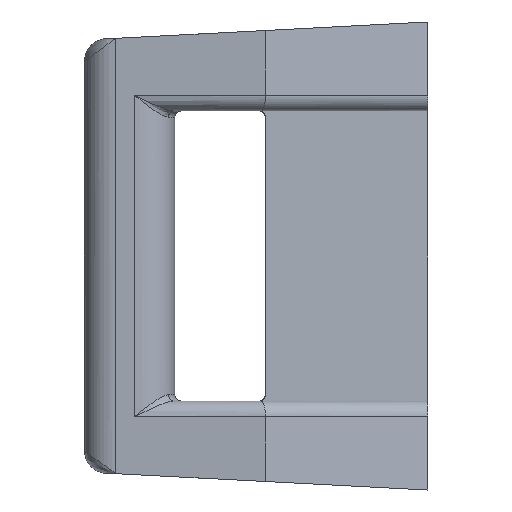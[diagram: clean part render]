
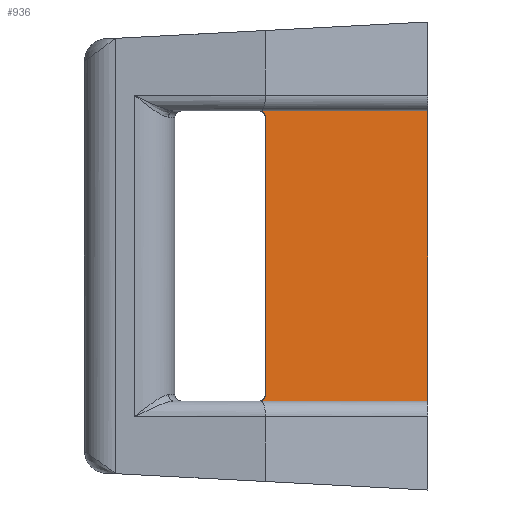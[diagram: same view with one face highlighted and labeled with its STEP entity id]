
A CAD part, left-side view. The second image highlights one B-rep face of the part: STEP entity #936.
In plain terms, the highlighted planar face has unit normal (-0.99, -0.139, 0).
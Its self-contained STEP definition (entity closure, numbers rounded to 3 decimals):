
#128 = CARTESIAN_POINT ( 'NONE',  ( -6.334, 5.4, 4.65 ) ) ;
#163 = CARTESIAN_POINT ( 'NONE',  ( -5.575, 0., 7.5 ) ) ;
#220 = CARTESIAN_POINT ( 'NONE',  ( -6.334, 5.4, -4.65 ) ) ;
#495 = CARTESIAN_POINT ( 'NONE',  ( -5.575, 0., -4.65 ) ) ;
#536 = CARTESIAN_POINT ( 'NONE',  ( -6.306, 5.2, -4.567 ) ) ;
#748 = DIRECTION ( 'NONE',  ( 0., 0., -1. ) ) ;
#780 = ORIENTED_EDGE ( 'NONE', *, *, #2506, .T. ) ;
#795 = VECTOR ( 'NONE', #748, 1000. ) ;
#936 = ADVANCED_FACE ( 'NONE', ( #2395 ), #3154, .T. ) ;
#947 = CARTESIAN_POINT ( 'NONE',  ( -6.334, 5.4, 4.65 ) ) ;
#968 = CARTESIAN_POINT ( 'NONE',  ( -6.306, 5.2, 4.45 ) ) ;
#1065 = CARTESIAN_POINT ( 'NONE',  ( -6.306, 5.2, 4.45 ) ) ;
#1201 = DIRECTION ( 'NONE',  ( -0.139, 0.99, 0. ) ) ;
#1246 = LINE ( 'NONE', #163, #4595 ) ;
#1257 = CARTESIAN_POINT ( 'NONE',  ( -6.317, 5.283, -4.65 ) ) ;
#1266 = EDGE_LOOP ( 'NONE', ( #780, #1987, #4539, #1350, #1777, #4069 ) ) ;
#1267 = DIRECTION ( 'NONE',  ( 0.139, -0.99, 0. ) ) ;
#1274 = EDGE_CURVE ( 'NONE', #1699, #3432, #2610, .T. ) ;
#1350 = ORIENTED_EDGE ( 'NONE', *, *, #3250, .T. ) ;
#1560 = CARTESIAN_POINT ( 'NONE',  ( -6.306, 5.2, 4.65 ) ) ;
#1573 = EDGE_CURVE ( 'NONE', #4186, #2792, #2572, .T. ) ;
#1637 = CARTESIAN_POINT ( 'NONE',  ( -5.575, 0., -4.65 ) ) ;
#1664 = CARTESIAN_POINT ( 'NONE',  ( -6.334, 5.4, -4.65 ) ) ;
#1699 = VERTEX_POINT ( 'NONE', #2964 ) ;
#1777 = ORIENTED_EDGE ( 'NONE', *, *, #4513, .T. ) ;
#1987 = ORIENTED_EDGE ( 'NONE', *, *, #4173, .T. ) ;
#2292 = DIRECTION ( 'NONE',  ( 0., 0., 1. ) ) ;
#2319 = CARTESIAN_POINT ( 'NONE',  ( -5.575, 0., 4.65 ) ) ;
#2368 = CARTESIAN_POINT ( 'NONE',  ( -6.306, 5.2, 4.567 ) ) ;
#2395 = FACE_OUTER_BOUND ( 'NONE', #1266, .T. ) ;
#2506 = EDGE_CURVE ( 'NONE', #3432, #3701, #3068, .T. ) ;
#2512 = LINE ( 'NONE', #1560, #795 ) ;
#2572 = LINE ( 'NONE', #2319, #3335 ) ;
#2610 =( BOUNDED_CURVE ( )  B_SPLINE_CURVE ( 3, ( #2651, #536, #1257, #220 ),
 .UNSPECIFIED., .F., .F. ) 
 B_SPLINE_CURVE_WITH_KNOTS ( ( 4, 4 ),
 ( 3.142, 4.712 ),
 .UNSPECIFIED. ) 
 CURVE ( )  GEOMETRIC_REPRESENTATION_ITEM ( )  RATIONAL_B_SPLINE_CURVE ( ( 1., 0.805, 0.805, 1. ) ) 
 REPRESENTATION_ITEM ( '' )  );
#2651 = CARTESIAN_POINT ( 'NONE',  ( -6.306, 5.2, -4.45 ) ) ;
#2766 = CARTESIAN_POINT ( 'NONE',  ( -6.317, 5.283, 4.65 ) ) ;
#2772 = CARTESIAN_POINT ( 'NONE',  ( -5.575, 0., 4.65 ) ) ;
#2792 = VERTEX_POINT ( 'NONE', #128 ) ;
#2964 = CARTESIAN_POINT ( 'NONE',  ( -6.306, 5.2, -4.45 ) ) ;
#3068 = LINE ( 'NONE', #1637, #4067 ) ;
#3107 = DIRECTION ( 'NONE',  ( -0.99, -0.139, 0. ) ) ;
#3154 = PLANE ( 'NONE',  #3527 ) ;
#3250 = EDGE_CURVE ( 'NONE', #2792, #3362, #3281, .T. ) ;
#3281 =( BOUNDED_CURVE ( )  B_SPLINE_CURVE ( 3, ( #947, #2766, #2368, #968 ),
 .UNSPECIFIED., .F., .F. ) 
 B_SPLINE_CURVE_WITH_KNOTS ( ( 4, 4 ),
 ( 4.712, 6.283 ),
 .UNSPECIFIED. ) 
 CURVE ( )  GEOMETRIC_REPRESENTATION_ITEM ( )  RATIONAL_B_SPLINE_CURVE ( ( 1., 0.805, 0.805, 1. ) ) 
 REPRESENTATION_ITEM ( '' )  );
#3335 = VECTOR ( 'NONE', #1201, 1000. ) ;
#3362 = VERTEX_POINT ( 'NONE', #1065 ) ;
#3432 = VERTEX_POINT ( 'NONE', #1664 ) ;
#3527 = AXIS2_PLACEMENT_3D ( 'NONE', #2772, #3107, #4517 ) ;
#3701 = VERTEX_POINT ( 'NONE', #495 ) ;
#4015 = CARTESIAN_POINT ( 'NONE',  ( -5.575, 0., 4.65 ) ) ;
#4067 = VECTOR ( 'NONE', #1267, 1000. ) ;
#4069 = ORIENTED_EDGE ( 'NONE', *, *, #1274, .T. ) ;
#4173 = EDGE_CURVE ( 'NONE', #3701, #4186, #1246, .T. ) ;
#4186 = VERTEX_POINT ( 'NONE', #4015 ) ;
#4513 = EDGE_CURVE ( 'NONE', #3362, #1699, #2512, .T. ) ;
#4517 = DIRECTION ( 'NONE',  ( 0.139, -0.99, 0. ) ) ;
#4539 = ORIENTED_EDGE ( 'NONE', *, *, #1573, .T. ) ;
#4595 = VECTOR ( 'NONE', #2292, 1000. ) ;
